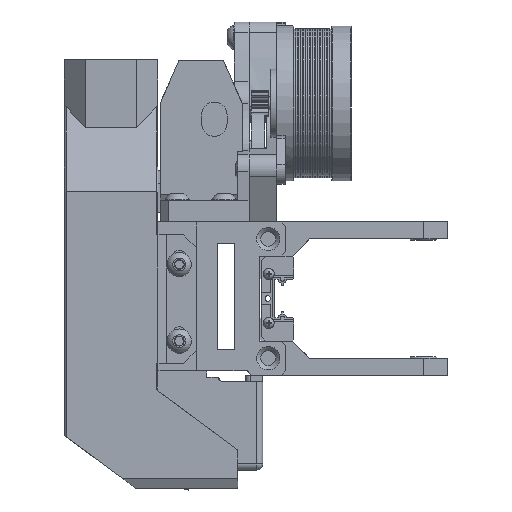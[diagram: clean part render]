
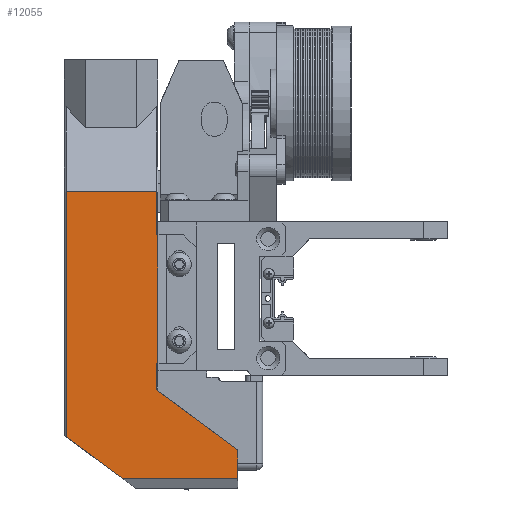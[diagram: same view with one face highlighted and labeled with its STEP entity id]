
A CAD part, left-side view. The second image highlights one B-rep face of the part: STEP entity #12055.
In plain terms, the highlighted face is planar.
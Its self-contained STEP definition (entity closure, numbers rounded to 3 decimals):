
#12055=ADVANCED_FACE('',(#37476),#37478,.T.);
#37476=FACE_BOUND('',#37477,.T.);
#37477=EDGE_LOOP('',(#47477,#47478,#47479,#47480,#47481,#47482,#47483,#47484,#47485,
#47486,#47487));
#37478=PLANE('',#37479);
#37479=AXIS2_PLACEMENT_3D('',#37480,#37481,#37482);
#37480=CARTESIAN_POINT('',(50.,0.,0.));
#37481=DIRECTION('',(1.,0.,0.));
#37482=DIRECTION('',(0.,1.,0.));
#47477=ORIENTED_EDGE('',*,*,#52896,.T.);
#47478=ORIENTED_EDGE('',*,*,#52897,.F.);
#47479=ORIENTED_EDGE('',*,*,#52898,.T.);
#47480=ORIENTED_EDGE('',*,*,#52778,.T.);
#47481=ORIENTED_EDGE('',*,*,#52773,.T.);
#47482=ORIENTED_EDGE('',*,*,#52782,.T.);
#47483=ORIENTED_EDGE('',*,*,#52899,.T.);
#47484=ORIENTED_EDGE('',*,*,#52900,.T.);
#47485=ORIENTED_EDGE('',*,*,#52901,.F.);
#47486=ORIENTED_EDGE('',*,*,#52902,.T.);
#47487=ORIENTED_EDGE('',*,*,#52903,.F.);
#52773=EDGE_CURVE('',#59910,#59912,#59914,.F.);
#52778=EDGE_CURVE('',#59916,#59910,#59923,.T.);
#52782=EDGE_CURVE('',#59912,#59927,#59929,.T.);
#52896=EDGE_CURVE('',#60122,#60123,#60124,.F.);
#52897=EDGE_CURVE('',#60125,#60123,#60126,.F.);
#52898=EDGE_CURVE('',#60125,#59916,#60127,.T.);
#52899=EDGE_CURVE('',#59927,#60128,#60129,.T.);
#52900=EDGE_CURVE('',#60128,#60130,#60131,.F.);
#52901=EDGE_CURVE('',#60132,#60130,#60133,.F.);
#52902=EDGE_CURVE('',#60132,#60134,#60135,.F.);
#52903=EDGE_CURVE('',#60122,#60134,#60136,.T.);
#59910=VERTEX_POINT('',#101337);
#59912=VERTEX_POINT('',#101341);
#59914=LINE('',#101345,#101346);
#59916=VERTEX_POINT('',#101349);
#59923=LINE('',#101364,#101365);
#59927=VERTEX_POINT('',#101374);
#59929=LINE('',#101378,#101379);
#60122=VERTEX_POINT('',#102037);
#60123=VERTEX_POINT('',#102038);
#60124=LINE('',#102039,#102040);
#60125=VERTEX_POINT('',#102042);
#60126=LINE('',#102043,#102044);
#60127=LINE('',#102046,#102047);
#60128=VERTEX_POINT('',#102049);
#60129=LINE('',#102050,#102051);
#60130=VERTEX_POINT('',#102053);
#60131=LINE('',#102054,#102055);
#60132=VERTEX_POINT('',#102057);
#60133=LINE('',#102058,#102059);
#60134=VERTEX_POINT('',#102061);
#60135=LINE('',#102062,#102063);
#60136=LINE('',#102065,#102066);
#101337=CARTESIAN_POINT('',(50.,-28.517,-59.443));
#101341=CARTESIAN_POINT('',(50.,-1.45,-59.443));
#101345=CARTESIAN_POINT('',(50.,-1.45,-59.443));
#101346=VECTOR('',#101347,1.);
#101347=DIRECTION('',(0.,-1.,0.));
#101349=CARTESIAN_POINT('',(50.,-41.8,-49.666));
#101364=CARTESIAN_POINT('',(50.,-41.8,-49.666));
#101365=VECTOR('',#101366,1.);
#101366=DIRECTION('',(0.,0.805,-0.593));
#101374=CARTESIAN_POINT('',(50.,-1.45,-52.7));
#101378=CARTESIAN_POINT('',(50.,-1.45,-59.443));
#101379=VECTOR('',#101380,1.);
#101380=DIRECTION('',(0.,0.,1.));
#102037=CARTESIAN_POINT('',(50.,-20.6,-2.182));
#102038=CARTESIAN_POINT('',(50.,-20.6,8.));
#102039=CARTESIAN_POINT('',(50.,-20.6,8.));
#102040=VECTOR('',#102041,1.);
#102041=DIRECTION('',(0.,0.,-1.));
#102042=CARTESIAN_POINT('',(50.,-41.8,8.));
#102043=CARTESIAN_POINT('',(50.,-20.6,8.));
#102044=VECTOR('',#102045,1.);
#102045=DIRECTION('',(0.,-1.,0.));
#102046=CARTESIAN_POINT('',(50.,-41.8,8.));
#102047=VECTOR('',#102048,1.);
#102048=DIRECTION('',(0.,0.,-1.));
#102049=CARTESIAN_POINT('',(50.,-20.6,-38.606));
#102050=CARTESIAN_POINT('',(50.,-1.45,-52.7));
#102051=VECTOR('',#102052,1.);
#102052=DIRECTION('',(0.,-0.805,0.593));
#102053=CARTESIAN_POINT('',(50.,-20.6,-32.382));
#102054=CARTESIAN_POINT('',(50.,-20.6,-32.382));
#102055=VECTOR('',#102056,1.);
#102056=DIRECTION('',(0.,0.,-1.));
#102057=CARTESIAN_POINT('',(50.,-20.2,-32.382));
#102058=CARTESIAN_POINT('',(50.,-20.6,-32.382));
#102059=VECTOR('',#102060,1.);
#102060=DIRECTION('',(0.,1.,0.));
#102061=CARTESIAN_POINT('',(50.,-20.2,-2.182));
#102062=CARTESIAN_POINT('',(50.,-20.2,-2.182));
#102063=VECTOR('',#102064,1.);
#102064=DIRECTION('',(0.,0.,-1.));
#102065=CARTESIAN_POINT('',(50.,-20.6,-2.182));
#102066=VECTOR('',#102067,1.);
#102067=DIRECTION('',(0.,1.,0.));
